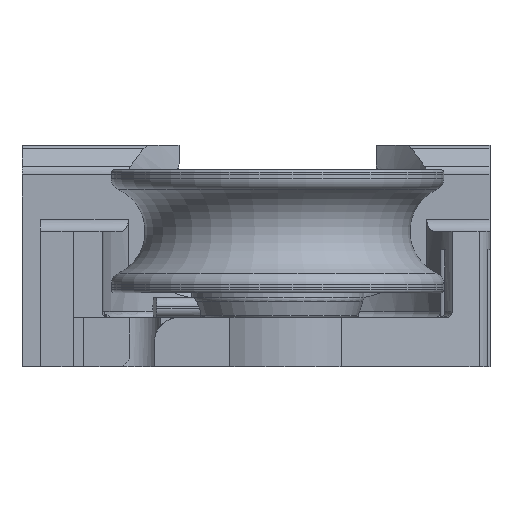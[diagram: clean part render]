
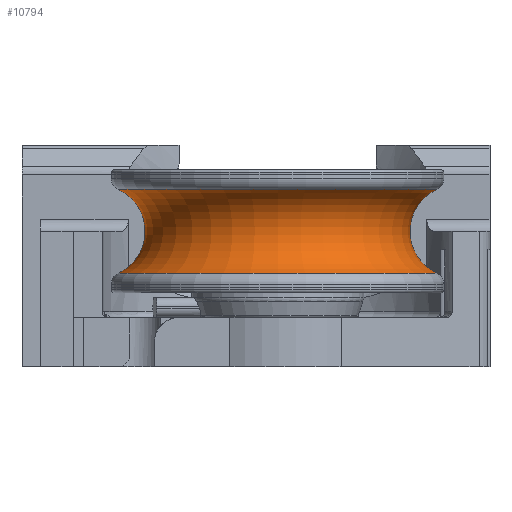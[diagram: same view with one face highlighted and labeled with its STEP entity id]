
A CAD part, front view. The second image highlights one B-rep face of the part: STEP entity #10794.
In plain terms, the highlighted toroidal (fillet/blend) face has major radius 29 mm and minor radius 7.5 mm.
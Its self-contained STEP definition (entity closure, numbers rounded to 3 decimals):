
#716=TOROIDAL_SURFACE('',#11977,29.,7.5);
#1501=FACE_OUTER_BOUND('',#2195,.T.);
#2195=EDGE_LOOP('',(#9643,#9644,#9645,#9646,#9647));
#2754=CIRCLE('',#11955,25.842);
#2755=CIRCLE('',#11956,25.842);
#2760=CIRCLE('',#11963,25.842);
#2768=CIRCLE('',#11978,7.5);
#5076=VERTEX_POINT('',#20881);
#5077=VERTEX_POINT('',#20883);
#5080=VERTEX_POINT('',#20894);
#6610=EDGE_CURVE('',#5076,#5077,#2754,.T.);
#6611=EDGE_CURVE('',#5077,#5076,#2755,.T.);
#6617=EDGE_CURVE('',#5080,#5080,#2760,.T.);
#6627=EDGE_CURVE('',#5080,#5077,#2768,.T.);
#9643=ORIENTED_EDGE('',*,*,#6617,.F.);
#9644=ORIENTED_EDGE('',*,*,#6627,.T.);
#9645=ORIENTED_EDGE('',*,*,#6610,.F.);
#9646=ORIENTED_EDGE('',*,*,#6611,.F.);
#9647=ORIENTED_EDGE('',*,*,#6627,.F.);
#10794=ADVANCED_FACE('',(#1501),#716,.F.);
#11955=AXIS2_PLACEMENT_3D('',#20884,#14826,#14827);
#11956=AXIS2_PLACEMENT_3D('',#20885,#14828,#14829);
#11963=AXIS2_PLACEMENT_3D('',#20896,#14843,#14844);
#11977=AXIS2_PLACEMENT_3D('',#20916,#14873,#14874);
#11978=AXIS2_PLACEMENT_3D('',#20917,#14875,#14876);
#14826=DIRECTION('center_axis',(0.,0.,
-1.));
#14827=DIRECTION('ref_axis',(0.643,-0.766,0.));
#14828=DIRECTION('center_axis',(0.,0.,
-1.));
#14829=DIRECTION('ref_axis',(0.643,-0.766,0.));
#14843=DIRECTION('center_axis',(0.,0.,
1.));
#14844=DIRECTION('ref_axis',(0.643,-0.766,0.));
#14873=DIRECTION('center_axis',(0.,0.,
1.));
#14874=DIRECTION('ref_axis',(0.643,-0.766,0.));
#14875=DIRECTION('center_axis',(0.766,0.643,0.));
#14876=DIRECTION('ref_axis',(-0.643,0.766,0.));
#20881=CARTESIAN_POINT('',(15.111,-19.796,3.197));
#20883=CARTESIAN_POINT('',(-18.111,19.796,3.197));
#20884=CARTESIAN_POINT('Origin',(-1.5,0.,3.197));
#20885=CARTESIAN_POINT('Origin',(-1.5,0.,3.197));
#20894=CARTESIAN_POINT('',(-18.111,19.796,16.803));
#20896=CARTESIAN_POINT('Origin',(-1.5,0.,
16.803));
#20916=CARTESIAN_POINT('Origin',(-1.5,0.,
10.));
#20917=CARTESIAN_POINT('Origin',(-20.141,22.215,10.));
